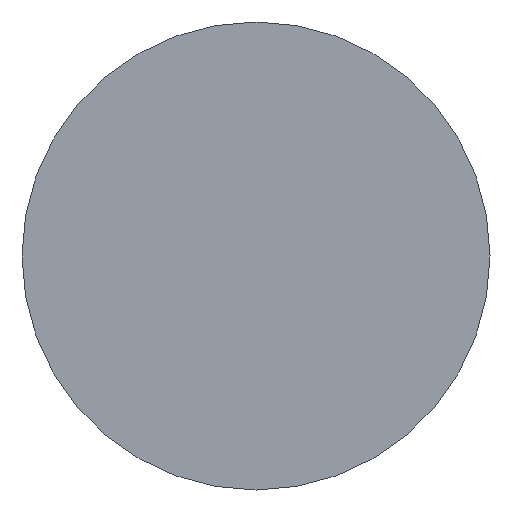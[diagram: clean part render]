
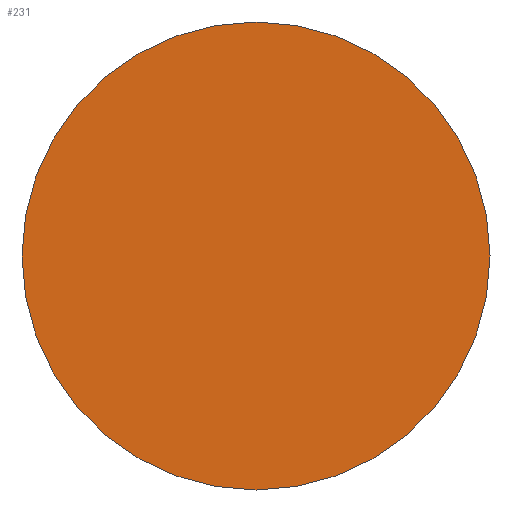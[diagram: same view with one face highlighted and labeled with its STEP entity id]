
A CAD part, front view. The second image highlights one B-rep face of the part: STEP entity #231.
In plain terms, the highlighted planar face has unit normal (0, -1, 0).
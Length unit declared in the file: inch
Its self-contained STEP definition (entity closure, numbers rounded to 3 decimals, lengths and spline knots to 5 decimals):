
#43=CIRCLE('',#277,0.49213);
#60=FACE_OUTER_BOUND('',#83,.T.);
#83=EDGE_LOOP('',(#204));
#123=VERTEX_POINT('',#417);
#150=EDGE_CURVE('',#123,#123,#43,.T.);
#204=ORIENTED_EDGE('',*,*,#150,.F.);
#214=PLANE('',#278);
#231=ADVANCED_FACE('',(#60),#214,.F.);
#277=AXIS2_PLACEMENT_3D('',#419,#354,#355);
#278=AXIS2_PLACEMENT_3D('',#420,#356,#357);
#354=DIRECTION('center_axis',(0.,1.,0.));
#355=DIRECTION('ref_axis',(1.,0.,0.));
#356=DIRECTION('center_axis',(0.,1.,0.));
#357=DIRECTION('ref_axis',(1.,0.,0.));
#417=CARTESIAN_POINT('',(-0.49213,0.,0.));
#419=CARTESIAN_POINT('Origin',(0.,0.,0.));
#420=CARTESIAN_POINT('Origin',(0.,0.,0.));
